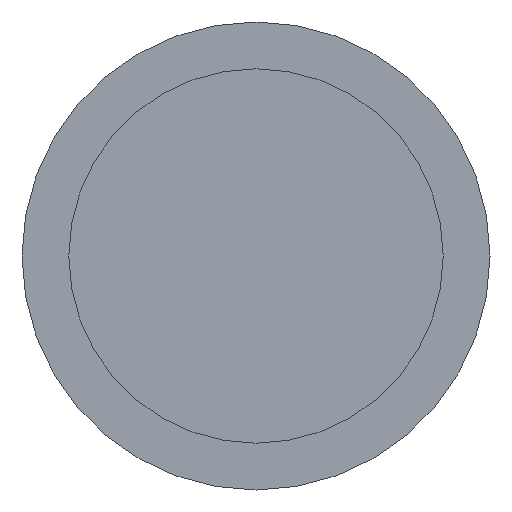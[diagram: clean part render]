
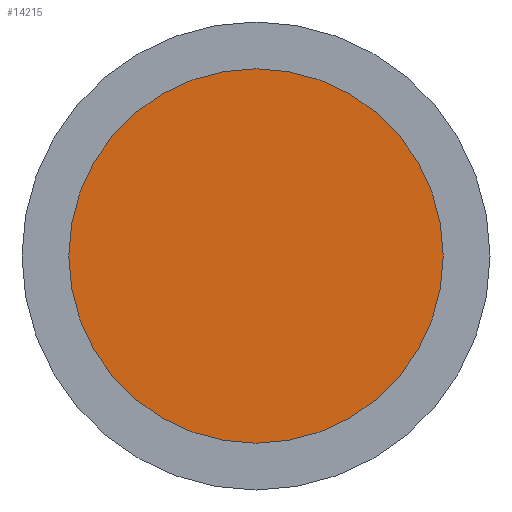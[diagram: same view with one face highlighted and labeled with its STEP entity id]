
A CAD part, front view. The second image highlights one B-rep face of the part: STEP entity #14215.
In plain terms, the highlighted planar face has unit normal (0, -1, 0).
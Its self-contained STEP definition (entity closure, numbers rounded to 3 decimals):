
#82 = CARTESIAN_POINT ( 'NONE',  ( 0., -1.5, 0. ) ) ;
#104 = EDGE_LOOP ( 'NONE', ( #5977, #9878 ) ) ;
#2498 = DIRECTION ( 'NONE',  ( -1., 0., 0. ) ) ;
#5748 = VERTEX_POINT ( 'NONE', #9333 ) ;
#5977 = ORIENTED_EDGE ( 'NONE', *, *, #13259, .F. ) ;
#7468 = AXIS2_PLACEMENT_3D ( 'NONE', #11257, #13571, #7899 ) ;
#7560 = AXIS2_PLACEMENT_3D ( 'NONE', #14960, #13755, #14913 ) ;
#7649 = CIRCLE ( 'NONE', #7560, 16. ) ;
#7899 = DIRECTION ( 'NONE',  ( -1., 0., 0. ) ) ;
#8338 = VERTEX_POINT ( 'NONE', #8892 ) ;
#8892 = CARTESIAN_POINT ( 'NONE',  ( 16., -1.5, 0. ) ) ;
#9097 = CIRCLE ( 'NONE', #7468, 16. ) ;
#9333 = CARTESIAN_POINT ( 'NONE',  ( -16., -1.5, 0. ) ) ;
#9413 = DIRECTION ( 'NONE',  ( 0., 1., 0. ) ) ;
#9878 = ORIENTED_EDGE ( 'NONE', *, *, #11632, .F. ) ;
#11257 = CARTESIAN_POINT ( 'NONE',  ( 0., -1.5, 0. ) ) ;
#11621 = PLANE ( 'NONE',  #12286 ) ;
#11632 = EDGE_CURVE ( 'NONE', #8338, #5748, #7649, .T. ) ;
#12286 = AXIS2_PLACEMENT_3D ( 'NONE', #82, #9413, #2498 ) ;
#12795 = FACE_OUTER_BOUND ( 'NONE', #104, .T. ) ;
#13259 = EDGE_CURVE ( 'NONE', #5748, #8338, #9097, .T. ) ;
#13571 = DIRECTION ( 'NONE',  ( 0., 1., 0. ) ) ;
#13755 = DIRECTION ( 'NONE',  ( 0., 1., 0. ) ) ;
#14215 = ADVANCED_FACE ( 'NONE', ( #12795 ), #11621, .F. ) ;
#14913 = DIRECTION ( 'NONE',  ( -1., 0., 0. ) ) ;
#14960 = CARTESIAN_POINT ( 'NONE',  ( 0., -1.5, 0. ) ) ;
